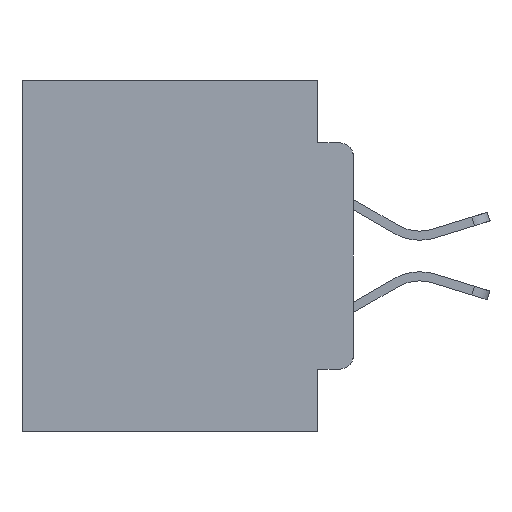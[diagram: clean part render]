
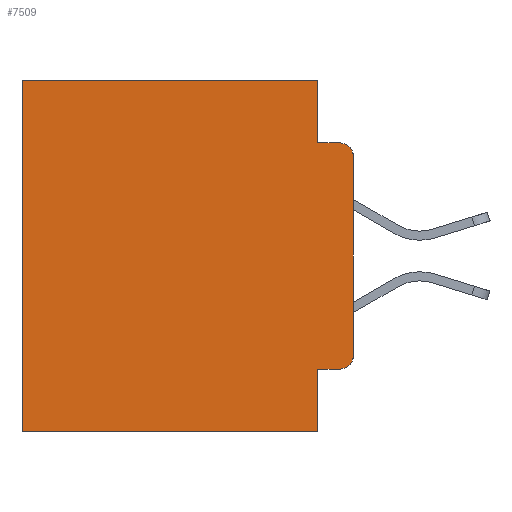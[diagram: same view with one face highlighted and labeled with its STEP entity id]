
A CAD part, left-side view. The second image highlights one B-rep face of the part: STEP entity #7509.
In plain terms, the highlighted planar face has unit normal (-1, 0, 0).
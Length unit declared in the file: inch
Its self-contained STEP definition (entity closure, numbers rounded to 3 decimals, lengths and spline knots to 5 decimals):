
#16 = CARTESIAN_POINT ( 'NONE',  ( 0.298, 0.051, -0.4115 ) ) ;
#913 = FACE_OUTER_BOUND ( 'NONE', #5502, .T. ) ;
#2142 = VERTEX_POINT ( 'NONE', #15104 ) ;
#2267 = CARTESIAN_POINT ( 'NONE',  ( 0.298, 0.051, 0. ) ) ;
#2409 = DIRECTION ( 'NONE',  ( 0., -1., 0. ) ) ;
#2541 = LINE ( 'NONE', #26349, #20083 ) ;
#3688 = CARTESIAN_POINT ( 'NONE',  ( 0.298, 0.473, -0.5 ) ) ;
#3715 = CARTESIAN_POINT ( 'NONE',  ( 0.298, 0., -0.5 ) ) ;
#4101 = EDGE_CURVE ( 'NONE', #7762, #23709, #8132, .T. ) ;
#4568 = DIRECTION ( 'NONE',  ( 0., 0., -1. ) ) ;
#4694 = ORIENTED_EDGE ( 'NONE', *, *, #20277, .T. ) ;
#4979 = CIRCLE ( 'NONE', #8466, 0.02 ) ;
#5022 = ORIENTED_EDGE ( 'NONE', *, *, #14569, .T. ) ;
#5502 = EDGE_LOOP ( 'NONE', ( #13892, #5685, #11875, #12569, #9510, #5022, #13920, #26087, #10869, #4694 ) ) ;
#5685 = ORIENTED_EDGE ( 'NONE', *, *, #26099, .T. ) ;
#6450 = VERTEX_POINT ( 'NONE', #13658 ) ;
#6617 = PLANE ( 'NONE',  #26001 ) ;
#6631 = LINE ( 'NONE', #22685, #18274 ) ;
#7509 = ADVANCED_FACE ( 'NONE', ( #913 ), #6617, .F. ) ;
#7525 = VERTEX_POINT ( 'NONE', #26252 ) ;
#7762 = VERTEX_POINT ( 'NONE', #18465 ) ;
#8132 = LINE ( 'NONE', #15192, #19077 ) ;
#8139 = LINE ( 'NONE', #2267, #19084 ) ;
#8466 = AXIS2_PLACEMENT_3D ( 'NONE', #10872, #26000, #13075 ) ;
#9090 = CARTESIAN_POINT ( 'NONE',  ( 0.298, 0.02, -0.0885 ) ) ;
#9510 = ORIENTED_EDGE ( 'NONE', *, *, #12580, .T. ) ;
#9657 = DIRECTION ( 'NONE',  ( 0., 1., 0. ) ) ;
#9839 = LINE ( 'NONE', #3715, #26393 ) ;
#9998 = DIRECTION ( 'NONE',  ( -1., 0., 0. ) ) ;
#10675 = VECTOR ( 'NONE', #25279, 39.37008 ) ;
#10759 = CIRCLE ( 'NONE', #25808, 0.02 ) ;
#10869 = ORIENTED_EDGE ( 'NONE', *, *, #27792, .T. ) ;
#10872 = CARTESIAN_POINT ( 'NONE',  ( 0.298, 0.02, -0.3915 ) ) ;
#11046 = CARTESIAN_POINT ( 'NONE',  ( 0.298, 0., 0. ) ) ;
#11299 = DIRECTION ( 'NONE',  ( 0., -1., 0. ) ) ;
#11512 = VERTEX_POINT ( 'NONE', #21169 ) ;
#11623 = VECTOR ( 'NONE', #11299, 39.37008 ) ;
#11745 = CARTESIAN_POINT ( 'NONE',  ( 0.298, 0.02, -0.4115 ) ) ;
#11875 = ORIENTED_EDGE ( 'NONE', *, *, #14369, .F. ) ;
#12569 = ORIENTED_EDGE ( 'NONE', *, *, #14152, .F. ) ;
#12580 = EDGE_CURVE ( 'NONE', #2142, #16432, #6631, .T. ) ;
#13075 = DIRECTION ( 'NONE',  ( 0., 0., -1. ) ) ;
#13248 = DIRECTION ( 'NONE',  ( 0., 0., -1. ) ) ;
#13473 = CARTESIAN_POINT ( 'NONE',  ( 0.298, 0.051, -0.5 ) ) ;
#13658 = CARTESIAN_POINT ( 'NONE',  ( 0.298, 0., -0.1085 ) ) ;
#13892 = ORIENTED_EDGE ( 'NONE', *, *, #27342, .F. ) ;
#13910 = VECTOR ( 'NONE', #24870, 39.37008 ) ;
#13920 = ORIENTED_EDGE ( 'NONE', *, *, #14748, .F. ) ;
#14152 = EDGE_CURVE ( 'NONE', #2142, #7525, #8139, .T. ) ;
#14357 = CARTESIAN_POINT ( 'NONE',  ( 0.298, 0.473, 0. ) ) ;
#14369 = EDGE_CURVE ( 'NONE', #7525, #23699, #2541, .T. ) ;
#14569 = EDGE_CURVE ( 'NONE', #16432, #15264, #19728, .T. ) ;
#14748 = EDGE_CURVE ( 'NONE', #23709, #15264, #9839, .T. ) ;
#15104 = CARTESIAN_POINT ( 'NONE',  ( 0.298, 0.051, 0. ) ) ;
#15192 = CARTESIAN_POINT ( 'NONE',  ( 0.298, 0.051, 0. ) ) ;
#15264 = VERTEX_POINT ( 'NONE', #3688 ) ;
#16432 = VERTEX_POINT ( 'NONE', #14357 ) ;
#16842 = DIRECTION ( 'NONE',  ( 0., 1., 0. ) ) ;
#18107 = LINE ( 'NONE', #16, #11623 ) ;
#18274 = VECTOR ( 'NONE', #9657, 39.37008 ) ;
#18465 = CARTESIAN_POINT ( 'NONE',  ( 0.298, 0.051, -0.4115 ) ) ;
#19077 = VECTOR ( 'NONE', #25633, 39.37008 ) ;
#19084 = VECTOR ( 'NONE', #4568, 39.37008 ) ;
#19728 = LINE ( 'NONE', #20589, #13910 ) ;
#20083 = VECTOR ( 'NONE', #2409, 39.37008 ) ;
#20277 = EDGE_CURVE ( 'NONE', #21746, #11512, #4979, .T. ) ;
#20589 = CARTESIAN_POINT ( 'NONE',  ( 0.298, 0.473, 0. ) ) ;
#21169 = CARTESIAN_POINT ( 'NONE',  ( 0.298, 0., -0.3915 ) ) ;
#21746 = VERTEX_POINT ( 'NONE', #11745 ) ;
#22255 = LINE ( 'NONE', #23135, #10675 ) ;
#22685 = CARTESIAN_POINT ( 'NONE',  ( 0.298, 0., 0. ) ) ;
#23004 = CARTESIAN_POINT ( 'NONE',  ( 0.298, 0.02, -0.1085 ) ) ;
#23135 = CARTESIAN_POINT ( 'NONE',  ( 0.298, 0., 0. ) ) ;
#23699 = VERTEX_POINT ( 'NONE', #9090 ) ;
#23709 = VERTEX_POINT ( 'NONE', #13473 ) ;
#24870 = DIRECTION ( 'NONE',  ( 0., 0., -1. ) ) ;
#25149 = DIRECTION ( 'NONE',  ( 0., 0., -1. ) ) ;
#25279 = DIRECTION ( 'NONE',  ( 0., 0., -1. ) ) ;
#25633 = DIRECTION ( 'NONE',  ( 0., 0., -1. ) ) ;
#25808 = AXIS2_PLACEMENT_3D ( 'NONE', #23004, #9998, #25149 ) ;
#26000 = DIRECTION ( 'NONE',  ( -1., 0., 0. ) ) ;
#26001 = AXIS2_PLACEMENT_3D ( 'NONE', #11046, #26160, #13248 ) ;
#26087 = ORIENTED_EDGE ( 'NONE', *, *, #4101, .F. ) ;
#26099 = EDGE_CURVE ( 'NONE', #6450, #23699, #10759, .T. ) ;
#26160 = DIRECTION ( 'NONE',  ( 1., 0., 0. ) ) ;
#26252 = CARTESIAN_POINT ( 'NONE',  ( 0.298, 0.051, -0.0885 ) ) ;
#26349 = CARTESIAN_POINT ( 'NONE',  ( 0.298, 0.051, -0.0885 ) ) ;
#26393 = VECTOR ( 'NONE', #16842, 39.37008 ) ;
#27342 = EDGE_CURVE ( 'NONE', #6450, #11512, #22255, .T. ) ;
#27792 = EDGE_CURVE ( 'NONE', #7762, #21746, #18107, .T. ) ;
